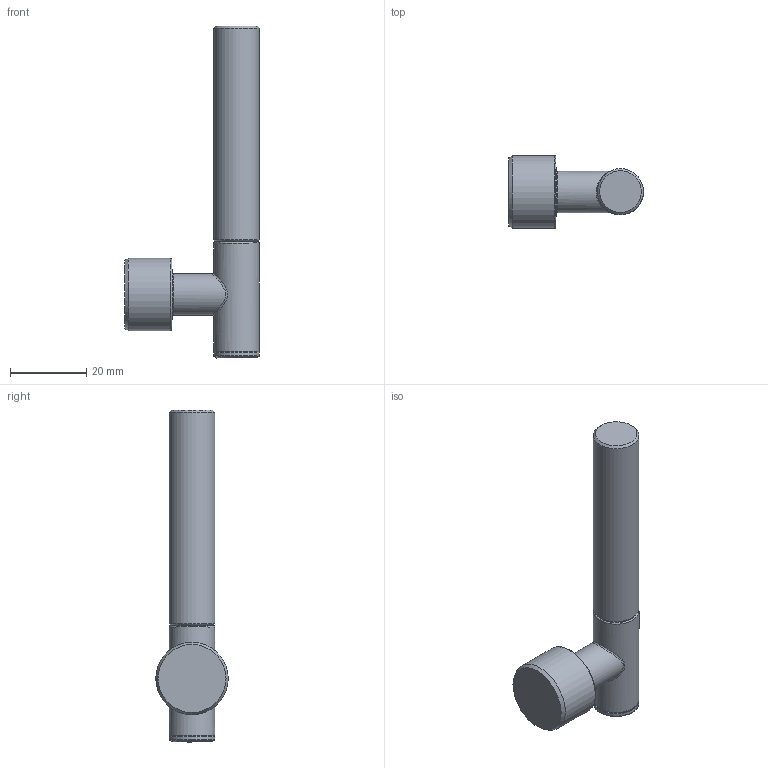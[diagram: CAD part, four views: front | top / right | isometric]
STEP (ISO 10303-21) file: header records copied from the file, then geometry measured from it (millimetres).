
FILE_DESCRIPTION(/* description */ ('Unknown'),/* implementation_level */ '2;1');
FILE_NAME(/* name */ '48458000 New',/* time_stamp */ '2023-07-27T11:05:06+02:00',/* author */ ('Unknown'),/* organization */ ('GROHE AG'),/* preprocessor_version */ 'ST-DEVELOPER v16.7',/* originating_system */ 'DEX',/* authorisation */ $);
FILE_SCHEMA (('AUTOMOTIVE_DESIGN {1 0 10303 214 3 1 1}'));
Length unit declared in the file: millimetre
Products named in the file (3): 48458000 New; _0
Assembly tree (2 placements, depth 2):
  48458000 New
    48458000 New
    _0
Bounding box: 35.34 x 19 x 87.06 mm (x, y, z)
Volume: 163.1 mm3; surface area: 5200.7 mm2
Topology: 1 solids, 3 shells, 25 faces, 63 edges, 41 vertices
Faces by surface type: plane 6, torus 6, cylinder 5, cone 5, bspline 3
Full cylindrical faces by diameter (mm): 10.899 x1, 12 x3, 19 x1
Entity records: 1416 total; most frequent: CARTESIAN_POINT 884, DIRECTION 102, ORIENTED_EDGE 60, AXIS2_PLACEMENT_3D 49, EDGE_LOOP 43, FACE_BOUND 43, EDGE_CURVE 34, VERTEX_POINT 30
